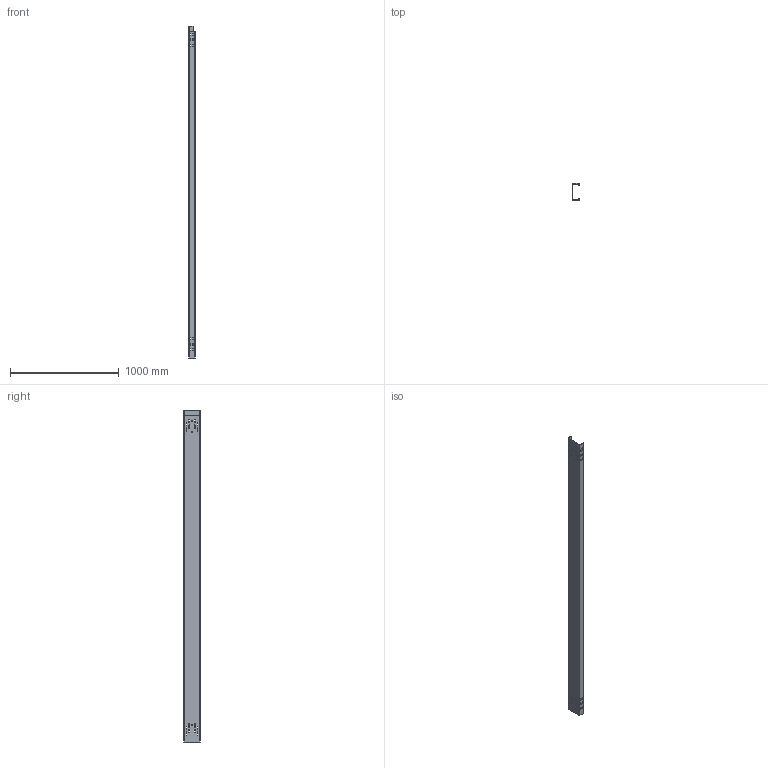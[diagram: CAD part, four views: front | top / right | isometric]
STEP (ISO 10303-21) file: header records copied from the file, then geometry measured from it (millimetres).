
FILE_DESCRIPTION((''),'2;1');
FILE_NAME('6047630','2012-06-22T',('AndreasKeweloh'),(''),'PRO/ENGINEER BY PARAMETRIC TECHNOLOGY CORPORATION, 2012060','PRO/ENGINEER BY PARAMETRIC TECHNOLOGY CORPORATION, 2012060','');
FILE_SCHEMA(('CONFIG_CONTROL_DESIGN'));
Length unit declared in the file: millimetre
Products named in the file (1): 6047630
Bounding box: 60.93 x 153 x 3050.5 mm (x, y, z)
Volume: 642548.5 mm3; surface area: 1791435.7 mm2
Topology: 1 solids, 1 shells, 320 faces, 892 edges, 576 vertices
Faces by surface type: plane 182, cylinder 114, torus 10, cone 8, sphere 4, bspline 2
Entity records: 10436 total; most frequent: CARTESIAN_POINT 1814, DIRECTION 1780, ORIENTED_EDGE 1776, EDGE_CURVE 888, VECTOR 632, LINE 632, VERTEX_POINT 576, AXIS2_PLACEMENT_3D 574
